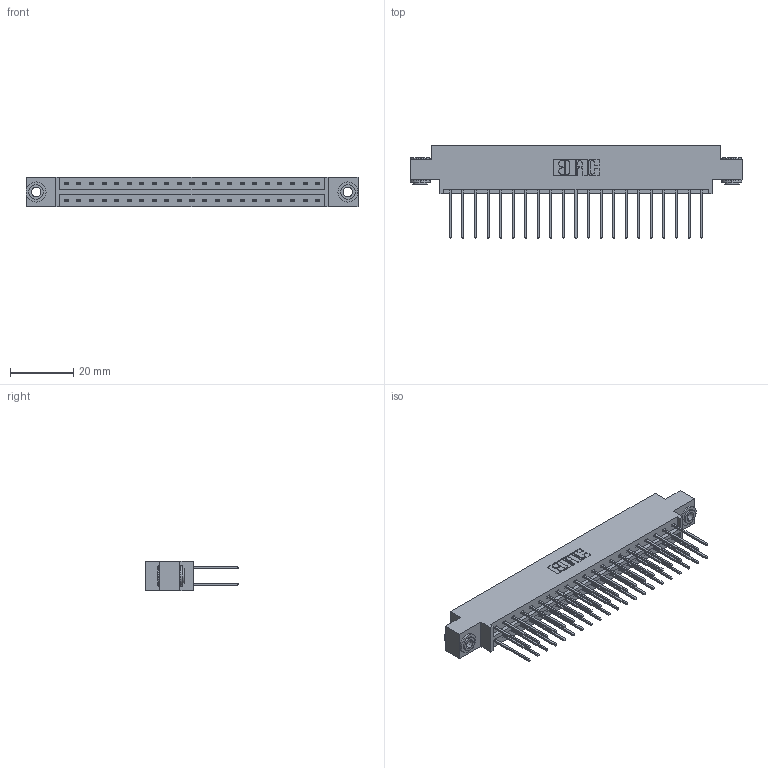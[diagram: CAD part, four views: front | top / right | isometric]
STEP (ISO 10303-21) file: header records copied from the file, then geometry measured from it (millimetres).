
FILE_DESCRIPTION (( 'STEP AP203' ), '1' );
FILE_NAME ('833-042-540-803.STEP', '2020-06-03T21:20:48', ( '' ), ( '' ), 'SwSTEP 2.0', 'SolidWorks 2020', '' );
FILE_SCHEMA (( 'CONFIG_CONTROL_DESIGN' ));
Length unit declared in the file: inch
Products named in the file (4): 345-292-001_345-293-140; 345-250-002_345-250-002-102; 833-042-540-803; 833 Part_Offset - .156 Dia - TH
Assembly tree (45 placements, depth 2):
  833-042-540-803
    833 Part_Offset - .156 Dia - TH
    345-292-001_345-293-140  x42
    345-250-002_345-250-002-102  x2
Bounding box: 104.75 x 29.47 x 9.4 mm (x, y, z)
Volume: 10448.8 mm3; surface area: 13350.7 mm2
Topology: 45 solids, 45 shells, 2340 faces, 6909 edges, 4546 vertices
Faces by surface type: plane 1596, cylinder 736, cone 8
Entity records: 17026 total; most frequent: CARTESIAN_POINT 2825, ORIENTED_EDGE 2754, DIRECTION 2483, EDGE_CURVE 1377, VECTOR 1225, LINE 1225, VERTEX_POINT 914, AXIS2_PLACEMENT_3D 629
